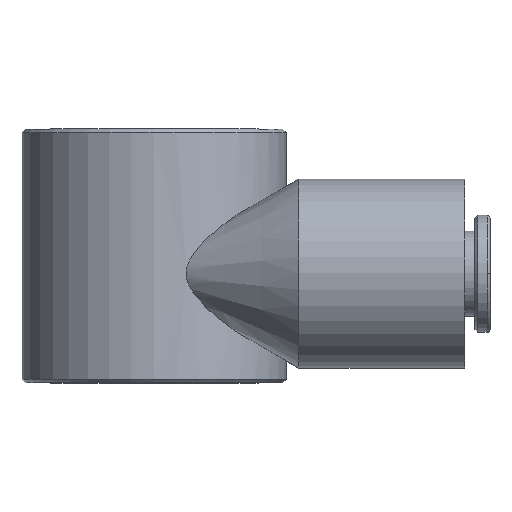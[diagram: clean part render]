
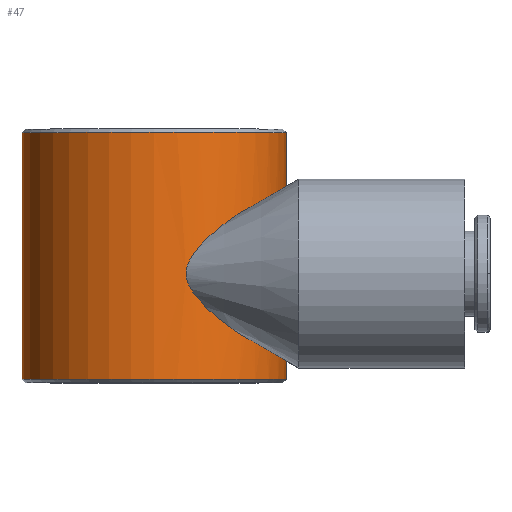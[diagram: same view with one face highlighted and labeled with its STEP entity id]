
A CAD part, top view. The second image highlights one B-rep face of the part: STEP entity #47.
In plain terms, the highlighted cylindrical face has radius 11.2 mm (diameter 22.4 mm), a partial arc.
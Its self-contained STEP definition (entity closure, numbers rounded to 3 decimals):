
#47=ADVANCED_FACE('',(#101,#102),#103,.T.);
#101=FACE_OUTER_BOUND('',#217,.T.);
#102=FACE_BOUND('',#218,.T.);
#103=CYLINDRICAL_SURFACE('',#219,11.2);
#217=EDGE_LOOP('',(#338,#339,#340,#341));
#218=EDGE_LOOP('',(#342,#343,#344));
#219=AXIS2_PLACEMENT_3D('',#345,#346,#347);
#338=ORIENTED_EDGE('',*,*,#727,.F.);
#339=ORIENTED_EDGE('',*,*,#728,.T.);
#340=ORIENTED_EDGE('',*,*,#729,.F.);
#341=ORIENTED_EDGE('',*,*,#724,.F.);
#342=ORIENTED_EDGE('',*,*,#730,.T.);
#343=ORIENTED_EDGE('',*,*,#731,.T.);
#344=ORIENTED_EDGE('',*,*,#732,.T.);
#345=CARTESIAN_POINT('',(0.0,10.75,0.0));
#346=DIRECTION('',(0.0,1.0,0.0));
#347=DIRECTION('',(-1.0,0.0,0.0));
#724=EDGE_CURVE('',#841,#844,#845,.T.);
#727=EDGE_CURVE('',#849,#841,#850,.T.);
#728=EDGE_CURVE('',#849,#851,#852,.T.);
#729=EDGE_CURVE('',#844,#851,#853,.T.);
#730=EDGE_CURVE('',#854,#855,#856,.T.);
#731=EDGE_CURVE('',#855,#857,#858,.T.);
#732=EDGE_CURVE('',#857,#854,#859,.T.);
#841=VERTEX_POINT('',#1033);
#844=VERTEX_POINT('',#1037);
#845=CIRCLE('',#1038,11.2);
#849=VERTEX_POINT('',#1043);
#850=LINE('',#1044,#1045);
#851=VERTEX_POINT('',#1046);
#852=CIRCLE('',#1047,11.2);
#853=LINE('',#1048,#1049);
#854=VERTEX_POINT('',#1050);
#855=VERTEX_POINT('',#1051);
#856=B_SPLINE_CURVE_WITH_KNOTS('',3,(#1052,#1053,#1054,#1055,#1056,#1057,#1058,#1059,#1060,#1061,#1062,#1063,#1064,#1065,#1066,#1067,#1068,#1069,#1070,#1071,#1072,#1073,#1074,#1075,#1076,#1077),.UNSPECIFIED.,.F.,.F.,(4,2,2,2,2,2,2,2,2,2,2,2,4),(0.0,1.412,2.824,4.236,5.648,6.326,7.004,7.682,8.36,9.18,10.,10.82,11.64),.UNSPECIFIED.);
#857=VERTEX_POINT('',#1078);
#858=B_SPLINE_CURVE_WITH_KNOTS('',3,(#1079,#1080,#1081,#1082,#1083,#1084,#1085,#1086,#1087,#1088,#1089,#1090,#1091,#1092,#1093,#1094,#1095,#1096,#1097,#1098,#1099,#1100,#1101,#1102,#1103,#1104,#1105,#1106,#1107,#1108),.UNSPECIFIED.,.F.,.F.,(4,2,2,2,2,2,2,2,2,2,2,2,2,2,4),(11.64,13.026,14.411,15.796,17.181,18.129,18.603,19.077,19.551,20.025,20.972,22.358,23.743,25.128,26.513),.UNSPECIFIED.);
#859=B_SPLINE_CURVE_WITH_KNOTS('',3,(#1109,#1110,#1111,#1112,#1113,#1114,#1115,#1116,#1117,#1118,#1119,#1120,#1121,#1122,#1123,#1124,#1125,#1126,#1127,#1128,#1129,#1130,#1131,#1132,#1133,#1134),.UNSPECIFIED.,.F.,.F.,(4,2,2,2,2,2,2,2,2,2,2,2,4),(26.513,27.334,28.154,28.974,29.794,30.472,31.15,31.828,32.505,33.918,35.33,36.742,38.154),.UNSPECIFIED.);
#1033=CARTESIAN_POINT('',(-11.2,21.2,0.0));
#1037=CARTESIAN_POINT('',(11.2,21.2,0.));
#1038=AXIS2_PLACEMENT_3D('',#1552,#1553,#1554);
#1043=CARTESIAN_POINT('',(-11.2,0.3,0.0));
#1044=CARTESIAN_POINT('',(-11.2,10.75,0.));
#1045=VECTOR('',#1559,1.0);
#1046=CARTESIAN_POINT('',(11.2,0.3,0.));
#1047=AXIS2_PLACEMENT_3D('',#1560,#1561,#1562);
#1048=CARTESIAN_POINT('',(11.2,10.75,0.));
#1049=VECTOR('',#1563,1.0);
#1050=CARTESIAN_POINT('',(11.154,9.25,1.013));
#1051=CARTESIAN_POINT('',(7.431,4.032,8.38));
#1052=CARTESIAN_POINT('',(11.154,9.25,1.013));
#1053=CARTESIAN_POINT('',(11.154,8.779,1.013));
#1054=CARTESIAN_POINT('',(11.15,8.294,1.061));
#1055=CARTESIAN_POINT('',(11.129,7.337,1.264));
#1056=CARTESIAN_POINT('',(11.112,6.865,1.418));
#1057=CARTESIAN_POINT('',(11.052,5.977,1.827));
#1058=CARTESIAN_POINT('',(11.009,5.559,2.083));
#1059=CARTESIAN_POINT('',(10.879,4.814,2.678));
#1060=CARTESIAN_POINT('',(10.793,4.486,3.018));
#1061=CARTESIAN_POINT('',(10.62,4.087,3.562));
#1062=CARTESIAN_POINT('',(10.555,3.965,3.753));
#1063=CARTESIAN_POINT('',(10.404,3.749,4.152));
#1064=CARTESIAN_POINT('',(10.319,3.656,4.361));
#1065=CARTESIAN_POINT('',(10.13,3.503,4.783));
#1066=CARTESIAN_POINT('',(10.026,3.445,4.997));
#1067=CARTESIAN_POINT('',(9.807,3.362,5.414));
#1068=CARTESIAN_POINT('',(9.691,3.338,5.618));
#1069=CARTESIAN_POINT('',(9.433,3.316,6.045));
#1070=CARTESIAN_POINT('',(9.276,3.323,6.283));
#1071=CARTESIAN_POINT('',(8.941,3.378,6.751));
#1072=CARTESIAN_POINT('',(8.762,3.426,6.982));
#1073=CARTESIAN_POINT('',(8.391,3.554,7.424));
#1074=CARTESIAN_POINT('',(8.199,3.635,7.635));
#1075=CARTESIAN_POINT('',(7.812,3.82,8.03));
#1076=CARTESIAN_POINT('',(7.618,3.924,8.213));
#1077=CARTESIAN_POINT('',(7.431,4.032,8.38));
#1078=CARTESIAN_POINT('',(7.431,14.468,8.38));
#1079=CARTESIAN_POINT('',(7.431,4.032,8.38));
#1080=CARTESIAN_POINT('',(7.114,4.216,8.661));
#1081=CARTESIAN_POINT('',(6.777,4.433,8.927));
#1082=CARTESIAN_POINT('',(6.085,4.922,9.412));
#1083=CARTESIAN_POINT('',(5.729,5.194,9.632));
#1084=CARTESIAN_POINT('',(5.024,5.778,10.018));
#1085=CARTESIAN_POINT('',(4.674,6.091,10.185));
#1086=CARTESIAN_POINT('',(4.01,6.747,10.464));
#1087=CARTESIAN_POINT('',(3.696,7.09,10.576));
#1088=CARTESIAN_POINT('',(3.24,7.703,10.723));
#1089=CARTESIAN_POINT('',(3.054,7.991,10.777));
#1090=CARTESIAN_POINT('',(2.851,8.452,10.831));
#1091=CARTESIAN_POINT('',(2.796,8.611,10.845));
#1092=CARTESIAN_POINT('',(2.723,8.931,10.864));
#1093=CARTESIAN_POINT('',(2.704,9.092,10.869));
#1094=CARTESIAN_POINT('',(2.704,9.408,10.869));
#1095=CARTESIAN_POINT('',(2.723,9.569,10.864));
#1096=CARTESIAN_POINT('',(2.796,9.889,10.845));
#1097=CARTESIAN_POINT('',(2.851,10.048,10.831));
#1098=CARTESIAN_POINT('',(3.054,10.509,10.777));
#1099=CARTESIAN_POINT('',(3.24,10.797,10.723));
#1100=CARTESIAN_POINT('',(3.696,11.41,10.576));
#1101=CARTESIAN_POINT('',(4.01,11.753,10.464));
#1102=CARTESIAN_POINT('',(4.674,12.409,10.185));
#1103=CARTESIAN_POINT('',(5.024,12.722,10.018));
#1104=CARTESIAN_POINT('',(5.729,13.306,9.632));
#1105=CARTESIAN_POINT('',(6.085,13.578,9.412));
#1106=CARTESIAN_POINT('',(6.777,14.067,8.927));
#1107=CARTESIAN_POINT('',(7.114,14.284,8.661));
#1108=CARTESIAN_POINT('',(7.431,14.468,8.38));
#1109=CARTESIAN_POINT('',(7.431,14.468,8.38));
#1110=CARTESIAN_POINT('',(7.618,14.576,8.213));
#1111=CARTESIAN_POINT('',(7.812,14.68,8.03));
#1112=CARTESIAN_POINT('',(8.199,14.865,7.635));
#1113=CARTESIAN_POINT('',(8.391,14.946,7.424));
#1114=CARTESIAN_POINT('',(8.762,15.074,6.982));
#1115=CARTESIAN_POINT('',(8.941,15.122,6.751));
#1116=CARTESIAN_POINT('',(9.276,15.177,6.283));
#1117=CARTESIAN_POINT('',(9.433,15.184,6.045));
#1118=CARTESIAN_POINT('',(9.691,15.162,5.618));
#1119=CARTESIAN_POINT('',(9.807,15.138,5.414));
#1120=CARTESIAN_POINT('',(10.026,15.055,4.997));
#1121=CARTESIAN_POINT('',(10.13,14.997,4.783));
#1122=CARTESIAN_POINT('',(10.319,14.844,4.361));
#1123=CARTESIAN_POINT('',(10.404,14.751,4.152));
#1124=CARTESIAN_POINT('',(10.555,14.535,3.753));
#1125=CARTESIAN_POINT('',(10.62,14.413,3.562));
#1126=CARTESIAN_POINT('',(10.793,14.014,3.018));
#1127=CARTESIAN_POINT('',(10.879,13.686,2.678));
#1128=CARTESIAN_POINT('',(11.009,12.941,2.083));
#1129=CARTESIAN_POINT('',(11.052,12.523,1.827));
#1130=CARTESIAN_POINT('',(11.112,11.635,1.418));
#1131=CARTESIAN_POINT('',(11.129,11.163,1.264));
#1132=CARTESIAN_POINT('',(11.15,10.206,1.061));
#1133=CARTESIAN_POINT('',(11.154,9.721,1.013));
#1134=CARTESIAN_POINT('',(11.154,9.25,1.013));
#1552=CARTESIAN_POINT('',(0.0,21.2,0.0));
#1553=DIRECTION('',(0.0,1.0,0.0));
#1554=DIRECTION('',(-1.0,0.0,0.0));
#1559=DIRECTION('',(0.0,1.0,0.0));
#1560=CARTESIAN_POINT('',(0.0,0.3,0.0));
#1561=DIRECTION('',(0.0,1.0,0.0));
#1562=DIRECTION('',(-1.0,0.0,0.0));
#1563=DIRECTION('',(-0.0,-1.0,-0.0));
